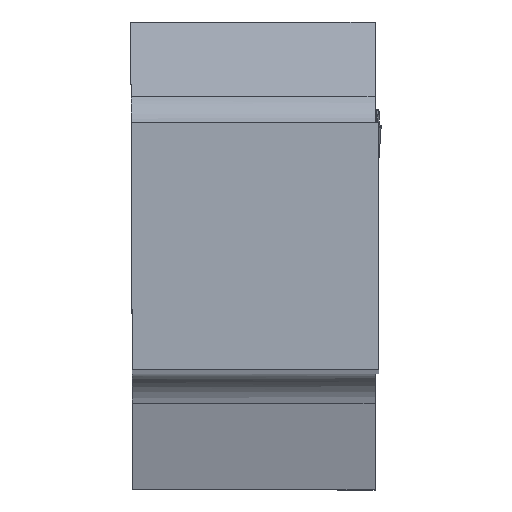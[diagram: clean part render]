
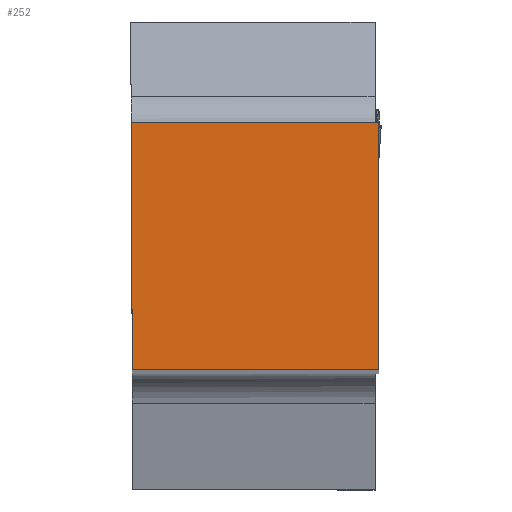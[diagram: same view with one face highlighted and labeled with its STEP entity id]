
A CAD part, top view. The second image highlights one B-rep face of the part: STEP entity #252.
In plain terms, the highlighted planar face has unit normal (0, 0, 1).
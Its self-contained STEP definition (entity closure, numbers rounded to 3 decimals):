
#252=ADVANCED_FACE('CU_BACK_SU1',(#385),#340,.F.);
#340=PLANE('',#1985);
#385=FACE_OUTER_BOUND('',#476,.T.);
#476=EDGE_LOOP('',(#671,#672,#673,#674));
#671=ORIENTED_EDGE('',*,*,#1331,.T.);
#672=ORIENTED_EDGE('',*,*,#1332,.T.);
#673=ORIENTED_EDGE('',*,*,#1333,.T.);
#674=ORIENTED_EDGE('',*,*,#1268,.F.);
#1100=VERTEX_POINT('',#2657);
#1101=VERTEX_POINT('',#2659);
#1150=VERTEX_POINT('',#2811);
#1151=VERTEX_POINT('',#2813);
#1268=EDGE_CURVE('',#1100,#1101,#1522,.T.);
#1331=EDGE_CURVE('',#1100,#1150,#1563,.T.);
#1332=EDGE_CURVE('',#1150,#1151,#1564,.T.);
#1333=EDGE_CURVE('',#1151,#1101,#1565,.T.);
#1522=LINE('',#2658,#1672);
#1563=LINE('',#2810,#1713);
#1564=LINE('',#2812,#1714);
#1565=LINE('',#2814,#1715);
#1672=VECTOR('',#2141,1.);
#1713=VECTOR('',#2244,1.);
#1714=VECTOR('',#2245,1.);
#1715=VECTOR('',#2246,1.);
#1985=AXIS2_PLACEMENT_3D('',#2815,#2247,#2248);
#2141=DIRECTION('',(-0.004,1.,0.));
#2244=DIRECTION('',(1.,0.,0.));
#2245=DIRECTION('',(0.,1.,0.));
#2246=DIRECTION('',(-1.,0.,0.));
#2247=DIRECTION('',(0.,0.,-1.));
#2248=DIRECTION('',(-1.,0.,0.));
#2657=CARTESIAN_POINT('',(0.043,0.,0.));
#2658=CARTESIAN_POINT('',(-0.087,29.758,0.));
#2659=CARTESIAN_POINT('',(0.,9.9,0.));
#2810=CARTESIAN_POINT('',(32.505,0.,0.));
#2811=CARTESIAN_POINT('',(9.9,0.,0.));
#2812=CARTESIAN_POINT('',(9.9,29.9,0.));
#2813=CARTESIAN_POINT('',(9.9,9.9,0.));
#2814=CARTESIAN_POINT('',(32.505,9.9,0.));
#2815=CARTESIAN_POINT('',(32.505,29.9,0.));
